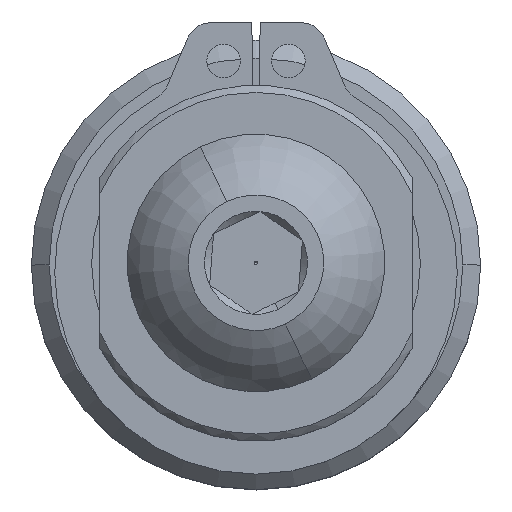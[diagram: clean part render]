
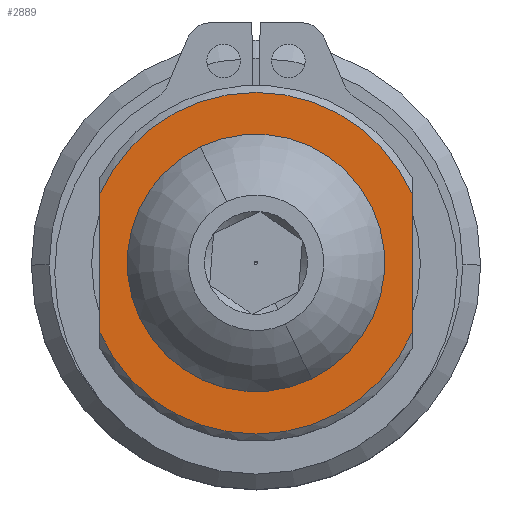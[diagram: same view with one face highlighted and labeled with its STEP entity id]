
A CAD part, top view. The second image highlights one B-rep face of the part: STEP entity #2889.
In plain terms, the highlighted planar face has unit normal (0, 0, 1).
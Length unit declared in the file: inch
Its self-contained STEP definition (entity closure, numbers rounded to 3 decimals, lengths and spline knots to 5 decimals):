
#44 = ORIENTED_EDGE ( 'NONE', *, *, #2438, .F. ) ;
#214 = AXIS2_PLACEMENT_3D ( 'NONE', #218, #2124, #1521 ) ;
#218 = CARTESIAN_POINT ( 'NONE',  ( 0., 0., 0.78312 ) ) ;
#273 = CIRCLE ( 'NONE', #214, 0.2395 ) ;
#284 = AXIS2_PLACEMENT_3D ( 'NONE', #2434, #3649, #2132 ) ;
#330 = FACE_BOUND ( 'NONE', #3717, .T. ) ;
#332 = CARTESIAN_POINT ( 'NONE',  ( -0.21875, 0.09751, 0.78312 ) ) ;
#389 = CARTESIAN_POINT ( 'NONE',  ( 0., 0., 0.78312 ) ) ;
#411 = DIRECTION ( 'NONE',  ( 0., 0., 1. ) ) ;
#429 = DIRECTION ( 'NONE',  ( 1., 0., 0. ) ) ;
#438 = AXIS2_PLACEMENT_3D ( 'NONE', #3814, #411, #2637 ) ;
#527 = CARTESIAN_POINT ( 'NONE',  ( 0.21875, -0.09751, 0.78312 ) ) ;
#625 = FACE_OUTER_BOUND ( 'NONE', #1683, .T. ) ;
#670 = DIRECTION ( 'NONE',  ( 1., 0., 0. ) ) ;
#734 = DIRECTION ( 'NONE',  ( 0., 0., 1. ) ) ;
#923 = LINE ( 'NONE', #2716, #1759 ) ;
#987 = VERTEX_POINT ( 'NONE', #1161 ) ;
#1030 = VERTEX_POINT ( 'NONE', #3721 ) ;
#1161 = CARTESIAN_POINT ( 'NONE',  ( -0.098, 0., 0.78312 ) ) ;
#1202 = VERTEX_POINT ( 'NONE', #2299 ) ;
#1208 = VERTEX_POINT ( 'NONE', #1363 ) ;
#1271 = VECTOR ( 'NONE', #1744, 39.37008 ) ;
#1363 = CARTESIAN_POINT ( 'NONE',  ( -0.21875, -0.09751, 0.78312 ) ) ;
#1394 = ORIENTED_EDGE ( 'NONE', *, *, #1936, .T. ) ;
#1465 = CIRCLE ( 'NONE', #1532, 0.2395 ) ;
#1521 = DIRECTION ( 'NONE',  ( 1., 0., 0. ) ) ;
#1532 = AXIS2_PLACEMENT_3D ( 'NONE', #2482, #1551, #670 ) ;
#1551 = DIRECTION ( 'NONE',  ( 0., 0., 1. ) ) ;
#1594 = EDGE_CURVE ( 'NONE', #987, #1202, #1718, .T. ) ;
#1683 = EDGE_LOOP ( 'NONE', ( #3733, #1394, #44, #3440 ) ) ;
#1718 = CIRCLE ( 'NONE', #438, 0.098 ) ;
#1744 = DIRECTION ( 'NONE',  ( 0., 1., 0. ) ) ;
#1759 = VECTOR ( 'NONE', #2136, 39.37008 ) ;
#1794 = VERTEX_POINT ( 'NONE', #527 ) ;
#1874 = VERTEX_POINT ( 'NONE', #332 ) ;
#1936 = EDGE_CURVE ( 'NONE', #1208, #1794, #1465, .T. ) ;
#1988 = ORIENTED_EDGE ( 'NONE', *, *, #1594, .F. ) ;
#2067 = LINE ( 'NONE', #2954, #1271 ) ;
#2091 = AXIS2_PLACEMENT_3D ( 'NONE', #389, #734, #429 ) ;
#2124 = DIRECTION ( 'NONE',  ( 0., 0., 1. ) ) ;
#2126 = ORIENTED_EDGE ( 'NONE', *, *, #2583, .F. ) ;
#2132 = DIRECTION ( 'NONE',  ( 1., 0., 0. ) ) ;
#2136 = DIRECTION ( 'NONE',  ( 0., -1., 0. ) ) ;
#2299 = CARTESIAN_POINT ( 'NONE',  ( 0.098, 0., 0.78312 ) ) ;
#2434 = CARTESIAN_POINT ( 'NONE',  ( 0., 0., 0.78312 ) ) ;
#2438 = EDGE_CURVE ( 'NONE', #1030, #1794, #923, .T. ) ;
#2482 = CARTESIAN_POINT ( 'NONE',  ( 0., 0., 0.78312 ) ) ;
#2583 = EDGE_CURVE ( 'NONE', #1202, #987, #2670, .T. ) ;
#2637 = DIRECTION ( 'NONE',  ( 1., 0., 0. ) ) ;
#2662 = EDGE_CURVE ( 'NONE', #1208, #1874, #2067, .T. ) ;
#2670 = CIRCLE ( 'NONE', #2091, 0.098 ) ;
#2716 = CARTESIAN_POINT ( 'NONE',  ( 0.21875, -0.11999, 0.78312 ) ) ;
#2889 = ADVANCED_FACE ( 'NONE', ( #330, #625 ), #3609, .T. ) ;
#2954 = CARTESIAN_POINT ( 'NONE',  ( -0.21875, 0.11999, 0.78312 ) ) ;
#3440 = ORIENTED_EDGE ( 'NONE', *, *, #3632, .T. ) ;
#3609 = PLANE ( 'NONE',  #284 ) ;
#3632 = EDGE_CURVE ( 'NONE', #1030, #1874, #273, .T. ) ;
#3649 = DIRECTION ( 'NONE',  ( 0., 0., 1. ) ) ;
#3717 = EDGE_LOOP ( 'NONE', ( #2126, #1988 ) ) ;
#3721 = CARTESIAN_POINT ( 'NONE',  ( 0.21875, 0.09751, 0.78312 ) ) ;
#3733 = ORIENTED_EDGE ( 'NONE', *, *, #2662, .F. ) ;
#3814 = CARTESIAN_POINT ( 'NONE',  ( 0., 0., 0.78312 ) ) ;
